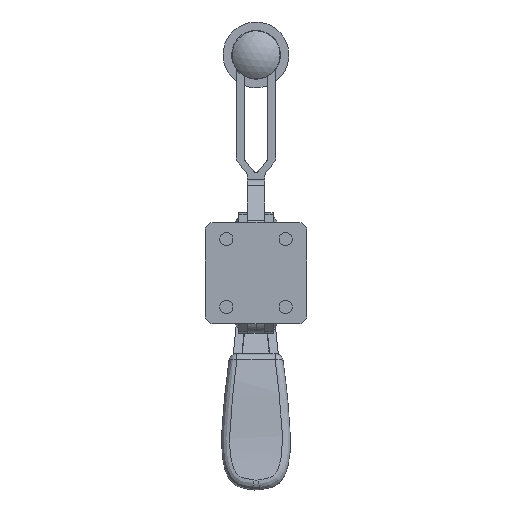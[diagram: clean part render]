
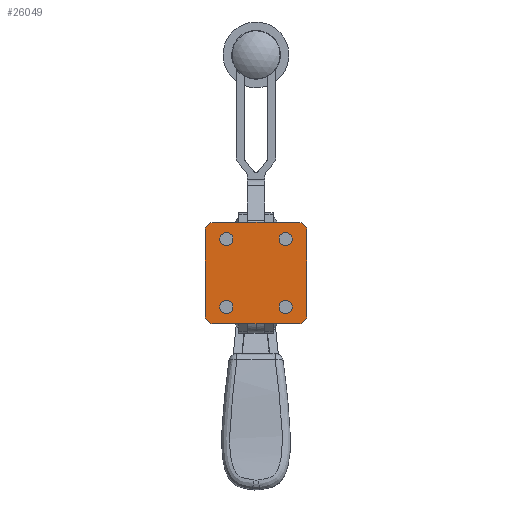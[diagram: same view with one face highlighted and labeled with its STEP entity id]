
A CAD part, front view. The second image highlights one B-rep face of the part: STEP entity #26049.
In plain terms, the highlighted face is planar.
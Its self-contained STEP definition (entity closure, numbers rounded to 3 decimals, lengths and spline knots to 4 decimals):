
#3296=LINE('',#54215,#5474);
#3408=LINE('',#55204,#5586);
#3548=LINE('',#56095,#5726);
#3551=LINE('',#56105,#5729);
#5474=VECTOR('',#30824,0.3937);
#5586=VECTOR('',#30998,0.3937);
#5726=VECTOR('',#31164,0.3937);
#5729=VECTOR('',#31177,0.3937);
#6555=FACE_BOUND('',#10049,.T.);
#6556=FACE_BOUND('',#10050,.T.);
#6557=FACE_BOUND('',#10051,.T.);
#6558=FACE_BOUND('',#10052,.T.);
#7190=PLANE('',#27500);
#8545=FACE_OUTER_BOUND('',#10048,.T.);
#10048=EDGE_LOOP('',(#23817,#23818,#23819,#23820,#23821,#23822,#23823,#23824));
#10049=EDGE_LOOP('',(#23825));
#10050=EDGE_LOOP('',(#23826));
#10051=EDGE_LOOP('',(#23827));
#10052=EDGE_LOOP('',(#23828));
#10322=CIRCLE('',#27274,0.125);
#10331=CIRCLE('',#27286,0.125);
#10332=CIRCLE('',#27288,0.125);
#10333=CIRCLE('',#27291,0.125);
#10336=CIRCLE('',#27296,0.098);
#10339=CIRCLE('',#27301,0.098);
#10342=CIRCLE('',#27306,0.098);
#10345=CIRCLE('',#27311,0.098);
#12030=VERTEX_POINT('',#54209);
#12032=VERTEX_POINT('',#54213);
#12157=VERTEX_POINT('',#55200);
#12159=VERTEX_POINT('',#55203);
#12161=VERTEX_POINT('',#55210);
#12422=VERTEX_POINT('',#56094);
#12423=VERTEX_POINT('',#56100);
#12424=VERTEX_POINT('',#56104);
#12427=VERTEX_POINT('',#56116);
#12430=VERTEX_POINT('',#56126);
#12433=VERTEX_POINT('',#56136);
#12436=VERTEX_POINT('',#56146);
#15338=EDGE_CURVE('',#12032,#12030,#3296,.T.);
#15526=EDGE_CURVE('',#12157,#12159,#3408,.T.);
#15529=EDGE_CURVE('',#12030,#12161,#10322,.T.);
#15793=EDGE_CURVE('',#12161,#12422,#3548,.T.);
#15795=EDGE_CURVE('',#12422,#12157,#10331,.T.);
#15796=EDGE_CURVE('',#12159,#12423,#10332,.T.);
#15798=EDGE_CURVE('',#12423,#12424,#3551,.T.);
#15800=EDGE_CURVE('',#12424,#12032,#10333,.T.);
#15805=EDGE_CURVE('',#12427,#12427,#10336,.T.);
#15810=EDGE_CURVE('',#12430,#12430,#10339,.T.);
#15815=EDGE_CURVE('',#12433,#12433,#10342,.T.);
#15820=EDGE_CURVE('',#12436,#12436,#10345,.T.);
#23817=ORIENTED_EDGE('',*,*,#15529,.F.);
#23818=ORIENTED_EDGE('',*,*,#15338,.F.);
#23819=ORIENTED_EDGE('',*,*,#15800,.F.);
#23820=ORIENTED_EDGE('',*,*,#15798,.F.);
#23821=ORIENTED_EDGE('',*,*,#15796,.F.);
#23822=ORIENTED_EDGE('',*,*,#15526,.F.);
#23823=ORIENTED_EDGE('',*,*,#15795,.F.);
#23824=ORIENTED_EDGE('',*,*,#15793,.F.);
#23825=ORIENTED_EDGE('',*,*,#15815,.T.);
#23826=ORIENTED_EDGE('',*,*,#15805,.T.);
#23827=ORIENTED_EDGE('',*,*,#15810,.T.);
#23828=ORIENTED_EDGE('',*,*,#15820,.T.);
#26049=ADVANCED_FACE('',(#8545,#6555,#6556,#6557,#6558),#7190,.F.);
#27274=AXIS2_PLACEMENT_3D('',#55211,#31005,#31006);
#27286=AXIS2_PLACEMENT_3D('',#56098,#31168,#31169);
#27288=AXIS2_PLACEMENT_3D('',#56101,#31172,#31173);
#27291=AXIS2_PLACEMENT_3D('',#56108,#31181,#31182);
#27296=AXIS2_PLACEMENT_3D('',#56118,#31193,#31194);
#27301=AXIS2_PLACEMENT_3D('',#56128,#31205,#31206);
#27306=AXIS2_PLACEMENT_3D('',#56138,#31217,#31218);
#27311=AXIS2_PLACEMENT_3D('',#56148,#31229,#31230);
#27500=AXIS2_PLACEMENT_3D('',#59467,#32076,#32077);
#30824=DIRECTION('',(0.,1.,0.));
#30998=DIRECTION('',(0.,-1.,0.));
#31005=DIRECTION('center_axis',(0.,0.,1.));
#31006=DIRECTION('ref_axis',(0.707,0.707,0.));
#31164=DIRECTION('',(-1.,0.,0.));
#31168=DIRECTION('center_axis',(0.,0.,1.));
#31169=DIRECTION('ref_axis',(-0.707,0.707,0.));
#31172=DIRECTION('center_axis',(0.,0.,1.));
#31173=DIRECTION('ref_axis',(-0.707,-0.707,0.));
#31177=DIRECTION('',(1.,0.,0.));
#31181=DIRECTION('center_axis',(0.,0.,1.));
#31182=DIRECTION('ref_axis',(0.707,-0.707,0.));
#31193=DIRECTION('center_axis',(0.,0.,1.));
#31194=DIRECTION('ref_axis',(1.,0.,0.));
#31205=DIRECTION('center_axis',(0.,0.,1.));
#31206=DIRECTION('ref_axis',(1.,0.,0.));
#31217=DIRECTION('center_axis',(0.,0.,1.));
#31218=DIRECTION('ref_axis',(1.,0.,0.));
#31229=DIRECTION('center_axis',(0.,0.,1.));
#31230=DIRECTION('ref_axis',(1.,0.,0.));
#32076=DIRECTION('center_axis',(0.,0.,1.));
#32077=DIRECTION('ref_axis',(1.,0.,0.));
#54209=CARTESIAN_POINT('',(0.75,0.625,-0.37));
#54213=CARTESIAN_POINT('',(0.75,-0.625,-0.37));
#54215=CARTESIAN_POINT('',(0.75,-0.75,-0.37));
#55200=CARTESIAN_POINT('',(-0.75,0.625,-0.37));
#55203=CARTESIAN_POINT('',(-0.75,-0.625,-0.37));
#55204=CARTESIAN_POINT('',(-0.75,0.75,-0.37));
#55210=CARTESIAN_POINT('',(0.625,0.75,-0.37));
#55211=CARTESIAN_POINT('Origin',(0.625,0.625,-0.37));
#56094=CARTESIAN_POINT('',(-0.625,0.75,-0.37));
#56095=CARTESIAN_POINT('',(0.75,0.75,-0.37));
#56098=CARTESIAN_POINT('Origin',(-0.625,0.625,-0.37));
#56100=CARTESIAN_POINT('',(-0.625,-0.75,-0.37));
#56101=CARTESIAN_POINT('Origin',(-0.625,-0.625,-0.37));
#56104=CARTESIAN_POINT('',(0.625,-0.75,-0.37));
#56105=CARTESIAN_POINT('',(-0.75,-0.75,-0.37));
#56108=CARTESIAN_POINT('Origin',(0.625,-0.625,-0.37));
#56116=CARTESIAN_POINT('',(0.402,-0.4375,-0.37));
#56118=CARTESIAN_POINT('Origin',(0.5,-0.4375,-0.37));
#56126=CARTESIAN_POINT('',(0.402,0.4375,-0.37));
#56128=CARTESIAN_POINT('Origin',(0.5,0.4375,-0.37));
#56136=CARTESIAN_POINT('',(-0.598,0.4375,-0.37));
#56138=CARTESIAN_POINT('Origin',(-0.5,0.4375,-0.37));
#56146=CARTESIAN_POINT('',(-0.598,-0.4375,-0.37));
#56148=CARTESIAN_POINT('Origin',(-0.5,-0.4375,-0.37));
#59467=CARTESIAN_POINT('Origin',(0.,0.,
-0.37));
